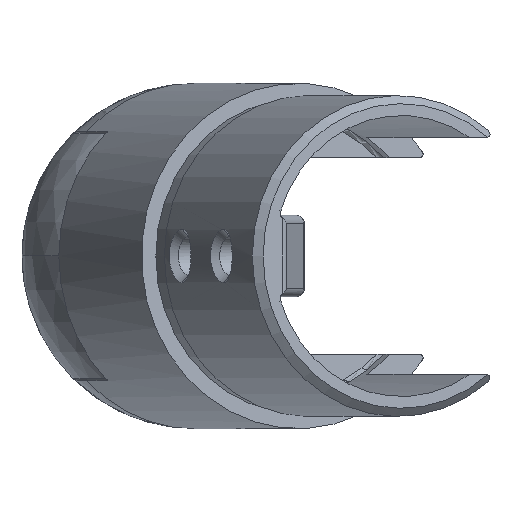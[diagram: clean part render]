
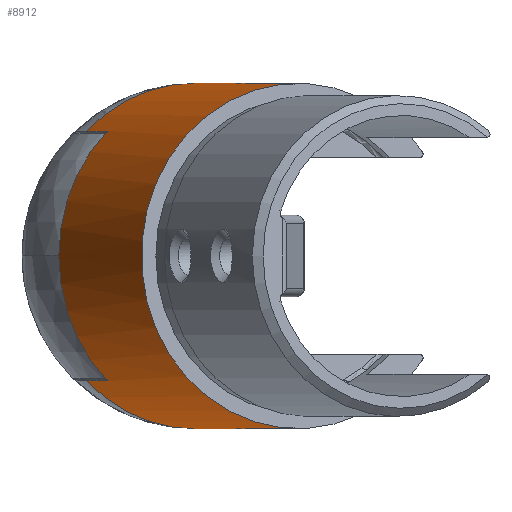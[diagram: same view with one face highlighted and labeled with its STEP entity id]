
A CAD part, left-side view. The second image highlights one B-rep face of the part: STEP entity #8912.
In plain terms, the highlighted cylindrical face has radius 21.2 mm (diameter 42.4 mm), a partial arc.
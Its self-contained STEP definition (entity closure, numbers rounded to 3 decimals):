
#63 = DIRECTION ( 'NONE',  ( 0., 0., 1. ) ) ;
#146 = VERTEX_POINT ( 'NONE', #4895 ) ;
#271 = CARTESIAN_POINT ( 'NONE',  ( 30., -16.859, 12.853 ) ) ;
#308 = AXIS2_PLACEMENT_3D ( 'NONE', #9844, #4005, #8298 ) ;
#326 = LINE ( 'NONE', #6642, #4540 ) ;
#397 = VERTEX_POINT ( 'NONE', #9229 ) ;
#522 = VECTOR ( 'NONE', #2028, 1000. ) ;
#665 = EDGE_CURVE ( 'NONE', #397, #146, #4890, .T. ) ;
#678 = AXIS2_PLACEMENT_3D ( 'NONE', #3027, #9541, #6219 ) ;
#939 = EDGE_CURVE ( 'NONE', #8050, #146, #8292, .T. ) ;
#993 = ORIENTED_EDGE ( 'NONE', *, *, #10733, .F. ) ;
#1100 = ORIENTED_EDGE ( 'NONE', *, *, #939, .T. ) ;
#1200 = EDGE_CURVE ( 'NONE', #7675, #4202, #6171, .T. ) ;
#1214 = DIRECTION ( 'NONE',  ( 0., -1., 0. ) ) ;
#1222 = EDGE_CURVE ( 'NONE', #7163, #2924, #8419, .T. ) ;
#1348 = VERTEX_POINT ( 'NONE', #6564 ) ;
#1354 = DIRECTION ( 'NONE',  ( 0., -1., 0. ) ) ;
#1693 = CIRCLE ( 'NONE', #4812, 21.2 ) ;
#1699 = AXIS2_PLACEMENT_3D ( 'NONE', #2465, #4953, #10776 ) ;
#1904 = CARTESIAN_POINT ( 'NONE',  ( 0., 14.628, -15.345 ) ) ;
#2024 = ORIENTED_EDGE ( 'NONE', *, *, #1222, .T. ) ;
#2028 = DIRECTION ( 'NONE',  ( 1., 0., 0. ) ) ;
#2330 = FACE_OUTER_BOUND ( 'NONE', #9584, .T. ) ;
#2431 = DIRECTION ( 'NONE',  ( -1., 0., 0. ) ) ;
#2465 = CARTESIAN_POINT ( 'NONE',  ( 6., 0., 0. ) ) ;
#2779 = EDGE_CURVE ( 'NONE', #6151, #2924, #8026, .T. ) ;
#2824 = LINE ( 'NONE', #10146, #9504 ) ;
#2826 = CARTESIAN_POINT ( 'NONE',  ( 28., 14.628, -15.345 ) ) ;
#2889 = LINE ( 'NONE', #2826, #522 ) ;
#2924 = VERTEX_POINT ( 'NONE', #8253 ) ;
#2992 = CARTESIAN_POINT ( 'NONE',  ( 0., 0., 0. ) ) ;
#3027 = CARTESIAN_POINT ( 'NONE',  ( 0., 0., 0. ) ) ;
#3056 = CARTESIAN_POINT ( 'NONE',  ( 0., -14.628, -15.345 ) ) ;
#3167 = ORIENTED_EDGE ( 'NONE', *, *, #5117, .T. ) ;
#3378 = CARTESIAN_POINT ( 'NONE',  ( 28., 14.628, 15.345 ) ) ;
#3709 = VERTEX_POINT ( 'NONE', #5208 ) ;
#3801 = EDGE_CURVE ( 'NONE', #7675, #3709, #2889, .T. ) ;
#4005 = DIRECTION ( 'NONE',  ( -1., 0., 0. ) ) ;
#4202 = VERTEX_POINT ( 'NONE', #3056 ) ;
#4222 = CARTESIAN_POINT ( 'NONE',  ( 10., 0., 0. ) ) ;
#4536 = VERTEX_POINT ( 'NONE', #271 ) ;
#4540 = VECTOR ( 'NONE', #5039, 1000. ) ;
#4558 = AXIS2_PLACEMENT_3D ( 'NONE', #8798, #8041, #9682 ) ;
#4615 = VECTOR ( 'NONE', #2431, 1000. ) ;
#4692 = DIRECTION ( 'NONE',  ( -1., 0., 0. ) ) ;
#4812 = AXIS2_PLACEMENT_3D ( 'NONE', #4222, #10069, #63 ) ;
#4890 = CIRCLE ( 'NONE', #6081, 21.2 ) ;
#4895 = CARTESIAN_POINT ( 'NONE',  ( 0., 14.628, 15.345 ) ) ;
#4933 = CARTESIAN_POINT ( 'NONE',  ( 10., -14.628, -15.345 ) ) ;
#4953 = DIRECTION ( 'NONE',  ( -1., 0., 0. ) ) ;
#5039 = DIRECTION ( 'NONE',  ( 1., 0., 0. ) ) ;
#5117 = EDGE_CURVE ( 'NONE', #4536, #7163, #8839, .T. ) ;
#5158 = DIRECTION ( 'NONE',  ( 1., 0., 0. ) ) ;
#5208 = CARTESIAN_POINT ( 'NONE',  ( 6., 14.628, -15.345 ) ) ;
#5331 = CARTESIAN_POINT ( 'NONE',  ( 28., -14.628, -15.345 ) ) ;
#5746 = CARTESIAN_POINT ( 'NONE',  ( 6., 14.628, 15.345 ) ) ;
#5838 = ORIENTED_EDGE ( 'NONE', *, *, #1200, .F. ) ;
#5876 = LINE ( 'NONE', #5331, #7322 ) ;
#6081 = AXIS2_PLACEMENT_3D ( 'NONE', #2992, #4692, #1354 ) ;
#6151 = VERTEX_POINT ( 'NONE', #4933 ) ;
#6171 = CIRCLE ( 'NONE', #678, 21.2 ) ;
#6205 = VERTEX_POINT ( 'NONE', #7501 ) ;
#6219 = DIRECTION ( 'NONE',  ( 0., -1., 0. ) ) ;
#6221 = ORIENTED_EDGE ( 'NONE', *, *, #7184, .T. ) ;
#6236 = DIRECTION ( 'NONE',  ( -1., 0., 0. ) ) ;
#6328 = ORIENTED_EDGE ( 'NONE', *, *, #9442, .F. ) ;
#6564 = CARTESIAN_POINT ( 'NONE',  ( 10., -16.859, 12.853 ) ) ;
#6591 = VECTOR ( 'NONE', #10033, 1000. ) ;
#6642 = CARTESIAN_POINT ( 'NONE',  ( 28., -14.628, 15.345 ) ) ;
#6667 = CYLINDRICAL_SURFACE ( 'NONE', #308, 21.2 ) ;
#7055 = DIRECTION ( 'NONE',  ( -1., 0., 0. ) ) ;
#7163 = VERTEX_POINT ( 'NONE', #8424 ) ;
#7184 = EDGE_CURVE ( 'NONE', #1348, #4536, #2824, .T. ) ;
#7322 = VECTOR ( 'NONE', #6236, 1000. ) ;
#7501 = CARTESIAN_POINT ( 'NONE',  ( 10., -14.628, 15.345 ) ) ;
#7586 = EDGE_CURVE ( 'NONE', #397, #6205, #326, .T. ) ;
#7675 = VERTEX_POINT ( 'NONE', #1904 ) ;
#7814 = ORIENTED_EDGE ( 'NONE', *, *, #8517, .T. ) ;
#8026 = CIRCLE ( 'NONE', #4558, 21.2 ) ;
#8041 = DIRECTION ( 'NONE',  ( -1., 0., 0. ) ) ;
#8050 = VERTEX_POINT ( 'NONE', #5746 ) ;
#8071 = CARTESIAN_POINT ( 'NONE',  ( 28., -16.859, -12.853 ) ) ;
#8073 = ORIENTED_EDGE ( 'NONE', *, *, #2779, .F. ) ;
#8253 = CARTESIAN_POINT ( 'NONE',  ( 10., -16.859, -12.853 ) ) ;
#8292 = LINE ( 'NONE', #3378, #6591 ) ;
#8298 = DIRECTION ( 'NONE',  ( 0., -1., 0. ) ) ;
#8419 = LINE ( 'NONE', #8071, #4615 ) ;
#8424 = CARTESIAN_POINT ( 'NONE',  ( 30., -16.859, -12.853 ) ) ;
#8517 = EDGE_CURVE ( 'NONE', #6151, #4202, #5876, .T. ) ;
#8607 = CIRCLE ( 'NONE', #1699, 21.2 ) ;
#8692 = ORIENTED_EDGE ( 'NONE', *, *, #3801, .T. ) ;
#8798 = CARTESIAN_POINT ( 'NONE',  ( 10., 0., 0. ) ) ;
#8839 = CIRCLE ( 'NONE', #10677, 21.2 ) ;
#8912 = ADVANCED_FACE ( 'NONE', ( #2330 ), #6667, .T. ) ;
#9155 = ORIENTED_EDGE ( 'NONE', *, *, #665, .F. ) ;
#9229 = CARTESIAN_POINT ( 'NONE',  ( 0., -14.628, 15.345 ) ) ;
#9442 = EDGE_CURVE ( 'NONE', #8050, #3709, #8607, .T. ) ;
#9504 = VECTOR ( 'NONE', #5158, 1000. ) ;
#9541 = DIRECTION ( 'NONE',  ( -1., 0., 0. ) ) ;
#9584 = EDGE_LOOP ( 'NONE', ( #5838, #8692, #6328, #1100, #9155, #9927, #993, #6221, #3167, #2024, #8073, #7814 ) ) ;
#9682 = DIRECTION ( 'NONE',  ( 0., 0., 1. ) ) ;
#9844 = CARTESIAN_POINT ( 'NONE',  ( 28., 0., 0. ) ) ;
#9927 = ORIENTED_EDGE ( 'NONE', *, *, #7586, .T. ) ;
#10033 = DIRECTION ( 'NONE',  ( -1., 0., 0. ) ) ;
#10069 = DIRECTION ( 'NONE',  ( -1., 0., 0. ) ) ;
#10146 = CARTESIAN_POINT ( 'NONE',  ( 28., -16.859, 12.853 ) ) ;
#10253 = CARTESIAN_POINT ( 'NONE',  ( 30., 0., 0. ) ) ;
#10677 = AXIS2_PLACEMENT_3D ( 'NONE', #10253, #7055, #1214 ) ;
#10733 = EDGE_CURVE ( 'NONE', #1348, #6205, #1693, .T. ) ;
#10776 = DIRECTION ( 'NONE',  ( 0., 0., 1. ) ) ;
